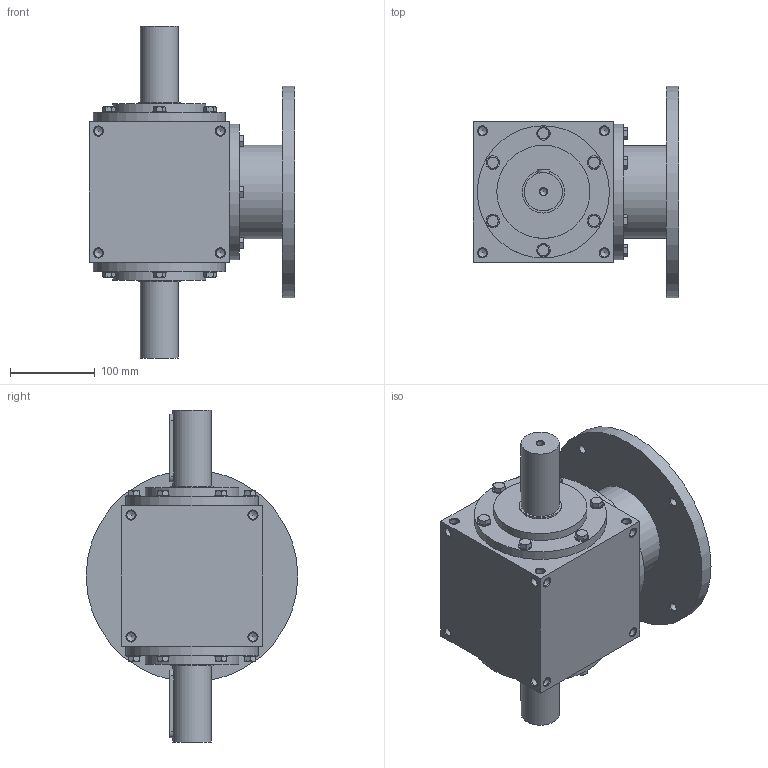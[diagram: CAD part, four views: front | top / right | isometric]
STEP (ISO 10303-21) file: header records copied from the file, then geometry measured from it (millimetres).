
FILE_DESCRIPTION( ( 'STEP AP214' ), '1' );
FILE_NAME( 'MRS166_MS1_R.1_1_100-112_B5.stp', '2018-08-15T11:13:27', ( '' ), ( '' ), ' ', 'PARTsolutions', ' ' );
FILE_SCHEMA( ( 'AUTOMOTIVE_DESIGN { 1 0 10303 214 1 1 1 1 }' ) );
Length unit declared in the file: millimetre
Products named in the file (6): MRS166_MS1_R.1/1_100-112/B5; _MRS16610-case; _MRX166_9-flange; _166-fl_screw; _RC_RR166-screw; _RS166-proshaft
Assembly tree (22 placements, depth 2):
  MRS166_MS1_R.1/1_100-112/B5
    _MRS16610-case
    _MRX166_9-flange
    _166-fl_screw  x6
    _RC_RR166-screw  x12
    _RS166-proshaft  x2
Bounding box: 243 x 250 x 392 mm (x, y, z)
Volume: 6717266.4 mm3; surface area: 475697.5 mm2
Topology: 22 solids, 22 shells, 441 faces, 1050 edges, 646 vertices
Faces by surface type: plane 188, cone 168, cylinder 85
Full cylindrical faces by diameter (mm): 8.376 x2, 10.106 x52, 16 x12, 40 x1, 45 x2, 50 x3, 110 x3, 156 x2, 160 x1, 180 x1, 250 x1
Entity records: 6614 total; most frequent: CARTESIAN_POINT 1006, DIRECTION 922, ORIENTED_EDGE 618, AXIS2_PLACEMENT_3D 434, EDGE_LOOP 328, EDGE_CURVE 309, VERTEX_POINT 266, FACE_OUTER_BOUND 248
